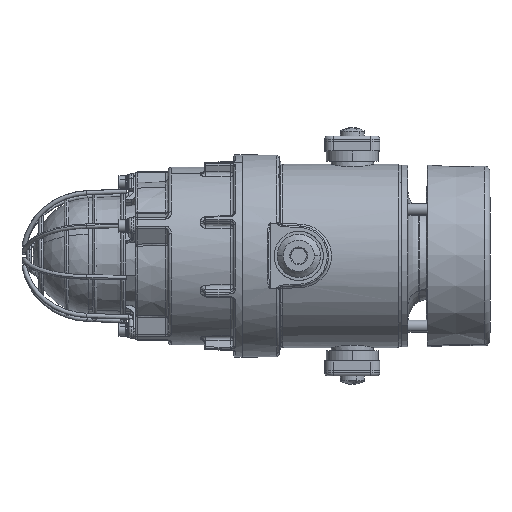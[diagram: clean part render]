
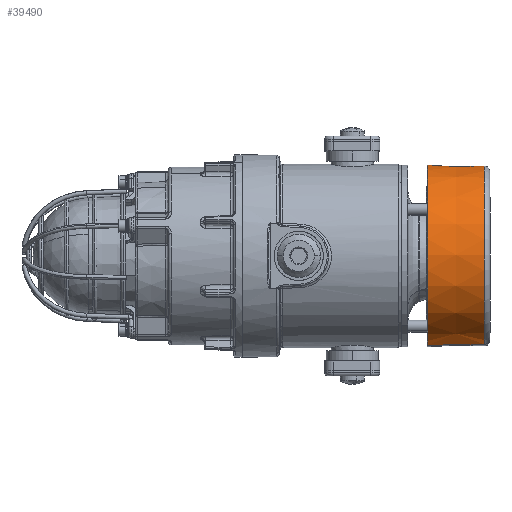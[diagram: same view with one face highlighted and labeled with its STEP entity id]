
A CAD part, top view. The second image highlights one B-rep face of the part: STEP entity #39490.
In plain terms, the highlighted conical face has half-angle 1 degrees and reference radius 61 mm.
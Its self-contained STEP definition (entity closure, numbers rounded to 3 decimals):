
#506 = DIRECTION ( 'NONE',  ( 0., 0., -1. ) ) ;
#508 = AXIS2_PLACEMENT_3D ( 'NONE', #25206, #2299, #12109 ) ;
#696 = LINE ( 'NONE', #18029, #38086 ) ;
#1157 = EDGE_CURVE ( 'NONE', #24069, #8038, #2369, .T. ) ;
#2299 = DIRECTION ( 'NONE',  ( 0., -1., 0. ) ) ;
#2369 = LINE ( 'NONE', #19704, #13175 ) ;
#2863 = ORIENTED_EDGE ( 'NONE', *, *, #40820, .T. ) ;
#3112 = AXIS2_PLACEMENT_3D ( 'NONE', #23866, #24285, #506 ) ;
#3199 = DIRECTION ( 'NONE',  ( 0., 0., -1. ) ) ;
#5603 = CARTESIAN_POINT ( 'NONE',  ( 0., 29.2, 60.336 ) ) ;
#6776 = VERTEX_POINT ( 'NONE', #15963 ) ;
#7272 = EDGE_LOOP ( 'NONE', ( #30689, #40397, #2863, #8965 ) ) ;
#8038 = VERTEX_POINT ( 'NONE', #29878 ) ;
#8965 = ORIENTED_EDGE ( 'NONE', *, *, #12786, .F. ) ;
#10051 = CARTESIAN_POINT ( 'NONE',  ( 0., -8.82, -61. ) ) ;
#12109 = DIRECTION ( 'NONE',  ( 0., 0., -1. ) ) ;
#12786 = EDGE_CURVE ( 'NONE', #8038, #34906, #13862, .T. ) ;
#13175 = VECTOR ( 'NONE', #39805, 1000. ) ;
#13862 = CIRCLE ( 'NONE', #37374, 61. ) ;
#15870 = FACE_OUTER_BOUND ( 'NONE', #7272, .T. ) ;
#15963 = CARTESIAN_POINT ( 'NONE',  ( 0., 29.2, -60.336 ) ) ;
#16597 = CIRCLE ( 'NONE', #3112, 60.336 ) ;
#17399 = CARTESIAN_POINT ( 'NONE',  ( 0., -8.82, 0. ) ) ;
#18029 = CARTESIAN_POINT ( 'NONE',  ( 0., -8.82, -61. ) ) ;
#19704 = CARTESIAN_POINT ( 'NONE',  ( 0., -8.82, 61. ) ) ;
#23786 = EDGE_CURVE ( 'NONE', #24069, #6776, #16597, .T. ) ;
#23866 = CARTESIAN_POINT ( 'NONE',  ( 0., 29.2, 0. ) ) ;
#24069 = VERTEX_POINT ( 'NONE', #5603 ) ;
#24285 = DIRECTION ( 'NONE',  ( 0., -1., 0. ) ) ;
#25206 = CARTESIAN_POINT ( 'NONE',  ( 0., -8.82, 0. ) ) ;
#29878 = CARTESIAN_POINT ( 'NONE',  ( 0., -8.82, 61. ) ) ;
#30689 = ORIENTED_EDGE ( 'NONE', *, *, #1157, .F. ) ;
#33248 = CONICAL_SURFACE ( 'NONE', #508, 61., 0.017 ) ;
#34906 = VERTEX_POINT ( 'NONE', #10051 ) ;
#37285 = DIRECTION ( 'NONE',  ( 0., -1., 0. ) ) ;
#37374 = AXIS2_PLACEMENT_3D ( 'NONE', #17399, #37285, #3199 ) ;
#38086 = VECTOR ( 'NONE', #43789, 1000. ) ;
#39490 = ADVANCED_FACE ( 'NONE', ( #15870 ), #33248, .T. ) ;
#39805 = DIRECTION ( 'NONE',  ( 0., -1., 0.017 ) ) ;
#40397 = ORIENTED_EDGE ( 'NONE', *, *, #23786, .T. ) ;
#40820 = EDGE_CURVE ( 'NONE', #6776, #34906, #696, .T. ) ;
#43789 = DIRECTION ( 'NONE',  ( 0., -1., -0.017 ) ) ;
